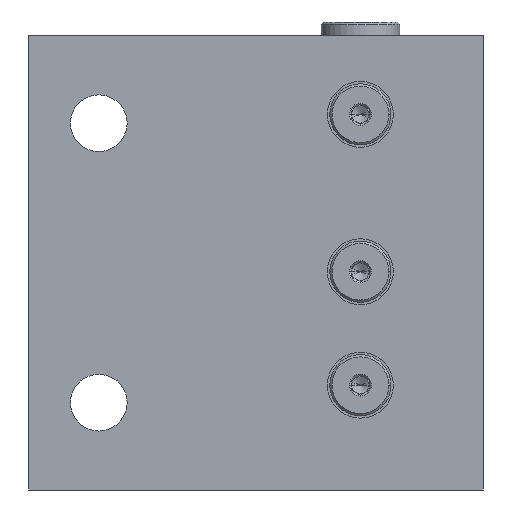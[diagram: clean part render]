
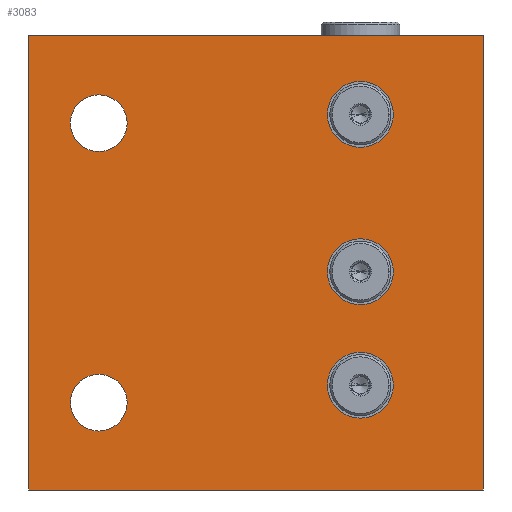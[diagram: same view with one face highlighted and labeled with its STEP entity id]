
A CAD part, front view. The second image highlights one B-rep face of the part: STEP entity #3083.
In plain terms, the highlighted planar face has unit normal (0, -1, 0).
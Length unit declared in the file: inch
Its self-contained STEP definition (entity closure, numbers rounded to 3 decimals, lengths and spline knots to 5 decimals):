
#5=DIRECTION('',(1.,0.,0.));
#6=VECTOR('',#5,3.25);
#7=CARTESIAN_POINT('',(0.,-1.5,0.));
#8=LINE('',#7,#6);
#65=DIRECTION('',(0.,0.,1.));
#66=VECTOR('',#65,3.25);
#67=CARTESIAN_POINT('',(3.25,-1.5,0.));
#68=LINE('',#67,#66);
#89=DIRECTION('',(0.,0.,1.));
#90=VECTOR('',#89,3.25);
#91=CARTESIAN_POINT('',(0.,-1.5,0.));
#92=LINE('',#91,#90);
#93=CARTESIAN_POINT('',(0.5,-1.5,0.625));
#94=DIRECTION('',(0.,1.,0.));
#95=DIRECTION('',(0.,0.,-1.));
#96=AXIS2_PLACEMENT_3D('',#93,#94,#95);
#98=CARTESIAN_POINT('',(0.5,-1.5,0.625));
#99=DIRECTION('',(0.,1.,0.));
#100=DIRECTION('',(0.,0.,1.));
#101=AXIS2_PLACEMENT_3D('',#98,#99,#100);
#103=CARTESIAN_POINT('',(0.5,-1.5,2.625));
#104=DIRECTION('',(0.,1.,0.));
#105=DIRECTION('',(0.,0.,-1.));
#106=AXIS2_PLACEMENT_3D('',#103,#104,#105);
#108=CARTESIAN_POINT('',(0.5,-1.5,2.625));
#109=DIRECTION('',(0.,1.,0.));
#110=DIRECTION('',(0.,0.,1.));
#111=AXIS2_PLACEMENT_3D('',#108,#109,#110);
#113=CARTESIAN_POINT('',(2.372,-1.5,0.75));
#114=DIRECTION('',(0.,1.,0.));
#115=DIRECTION('',(0.,0.,-1.));
#116=AXIS2_PLACEMENT_3D('',#113,#114,#115);
#118=CARTESIAN_POINT('',(2.372,-1.5,0.75));
#119=DIRECTION('',(0.,1.,0.));
#120=DIRECTION('',(0.,0.,1.));
#121=AXIS2_PLACEMENT_3D('',#118,#119,#120);
#123=CARTESIAN_POINT('',(2.372,-1.5,1.562));
#124=DIRECTION('',(0.,1.,0.));
#125=DIRECTION('',(0.,0.,-1.));
#126=AXIS2_PLACEMENT_3D('',#123,#124,#125);
#128=CARTESIAN_POINT('',(2.372,-1.5,1.562));
#129=DIRECTION('',(0.,1.,0.));
#130=DIRECTION('',(0.,0.,1.));
#131=AXIS2_PLACEMENT_3D('',#128,#129,#130);
#133=CARTESIAN_POINT('',(2.372,-1.5,2.688));
#134=DIRECTION('',(0.,1.,0.));
#135=DIRECTION('',(0.,0.,-1.));
#136=AXIS2_PLACEMENT_3D('',#133,#134,#135);
#138=CARTESIAN_POINT('',(2.372,-1.5,2.688));
#139=DIRECTION('',(0.,1.,0.));
#140=DIRECTION('',(0.,0.,1.));
#141=AXIS2_PLACEMENT_3D('',#138,#139,#140);
#155=DIRECTION('',(1.,0.,0.));
#156=VECTOR('',#155,3.25);
#157=CARTESIAN_POINT('',(0.,-1.5,3.25));
#158=LINE('',#157,#156);
#2573=CARTESIAN_POINT('',(0.,-1.5,0.));
#2575=VERTEX_POINT('',#2573);
#2576=CARTESIAN_POINT('',(3.25,-1.5,0.));
#2577=VERTEX_POINT('',#2576);
#2581=CARTESIAN_POINT('',(0.,-1.5,3.25));
#2583=VERTEX_POINT('',#2581);
#2584=CARTESIAN_POINT('',(3.25,-1.5,3.25));
#2585=VERTEX_POINT('',#2584);
#2708=CARTESIAN_POINT('',(0.5,-1.5,0.422));
#2709=CARTESIAN_POINT('',(0.5,-1.5,0.828));
#2710=VERTEX_POINT('',#2708);
#2711=VERTEX_POINT('',#2709);
#2716=CARTESIAN_POINT('',(0.5,-1.5,2.422));
#2717=CARTESIAN_POINT('',(0.5,-1.5,2.828));
#2718=VERTEX_POINT('',#2716);
#2719=VERTEX_POINT('',#2717);
#2744=CARTESIAN_POINT('',(2.372,-1.5,0.514));
#2745=CARTESIAN_POINT('',(2.372,-1.5,0.986));
#2746=VERTEX_POINT('',#2744);
#2747=VERTEX_POINT('',#2745);
#2786=CARTESIAN_POINT('',(2.372,-1.5,1.326));
#2787=CARTESIAN_POINT('',(2.372,-1.5,1.798));
#2788=VERTEX_POINT('',#2786);
#2789=VERTEX_POINT('',#2787);
#2816=CARTESIAN_POINT('',(2.372,-1.5,2.452));
#2817=CARTESIAN_POINT('',(2.372,-1.5,2.924));
#2818=VERTEX_POINT('',#2816);
#2819=VERTEX_POINT('',#2817);
#3041=CARTESIAN_POINT('',(0.,-1.5,0.));
#3042=DIRECTION('',(0.,-1.,0.));
#3043=DIRECTION('',(1.,0.,0.));
#3044=AXIS2_PLACEMENT_3D('',#3041,#3042,#3043);
#3045=PLANE('',#3044);
#3046=ORIENTED_EDGE('',*,*,#2953,.F.);
#3047=ORIENTED_EDGE('',*,*,#2978,.T.);
#3049=ORIENTED_EDGE('',*,*,#3048,.T.);
#3050=ORIENTED_EDGE('',*,*,#3021,.F.);
#3051=EDGE_LOOP('',(#3046,#3047,#3049,#3050));
#3052=FACE_OUTER_BOUND('',#3051,.F.);
#3054=ORIENTED_EDGE('',*,*,#3053,.F.);
#3056=ORIENTED_EDGE('',*,*,#3055,.F.);
#3057=EDGE_LOOP('',(#3054,#3056));
#3058=FACE_BOUND('',#3057,.F.);
#3060=ORIENTED_EDGE('',*,*,#3059,.F.);
#3062=ORIENTED_EDGE('',*,*,#3061,.F.);
#3063=EDGE_LOOP('',(#3060,#3062));
#3064=FACE_BOUND('',#3063,.F.);
#3066=ORIENTED_EDGE('',*,*,#3065,.F.);
#3068=ORIENTED_EDGE('',*,*,#3067,.F.);
#3069=EDGE_LOOP('',(#3066,#3068));
#3070=FACE_BOUND('',#3069,.F.);
#3072=ORIENTED_EDGE('',*,*,#3071,.F.);
#3074=ORIENTED_EDGE('',*,*,#3073,.F.);
#3075=EDGE_LOOP('',(#3072,#3074));
#3076=FACE_BOUND('',#3075,.F.);
#3078=ORIENTED_EDGE('',*,*,#3077,.F.);
#3080=ORIENTED_EDGE('',*,*,#3079,.F.);
#3081=EDGE_LOOP('',(#3078,#3080));
#3082=FACE_BOUND('',#3081,.F.);
#3083=ADVANCED_FACE('',(#3052,#3058,#3064,#3070,#3076,#3082),#3045,.T.);
#97=CIRCLE('',#96,0.203);
#102=CIRCLE('',#101,0.203);
#107=CIRCLE('',#106,0.203);
#112=CIRCLE('',#111,0.203);
#117=CIRCLE('',#116,0.236);
#122=CIRCLE('',#121,0.236);
#127=CIRCLE('',#126,0.236);
#132=CIRCLE('',#131,0.236);
#137=CIRCLE('',#136,0.236);
#142=CIRCLE('',#141,0.236);
#2953=EDGE_CURVE('',#2575,#2577,#8,.T.);
#2978=EDGE_CURVE('',#2575,#2583,#92,.T.);
#3021=EDGE_CURVE('',#2577,#2585,#68,.T.);
#3048=EDGE_CURVE('',#2583,#2585,#158,.T.);
#3053=EDGE_CURVE('',#2710,#2711,#97,.T.);
#3055=EDGE_CURVE('',#2711,#2710,#102,.T.);
#3059=EDGE_CURVE('',#2718,#2719,#107,.T.);
#3061=EDGE_CURVE('',#2719,#2718,#112,.T.);
#3065=EDGE_CURVE('',#2746,#2747,#117,.T.);
#3067=EDGE_CURVE('',#2747,#2746,#122,.T.);
#3071=EDGE_CURVE('',#2788,#2789,#127,.T.);
#3073=EDGE_CURVE('',#2789,#2788,#132,.T.);
#3077=EDGE_CURVE('',#2818,#2819,#137,.T.);
#3079=EDGE_CURVE('',#2819,#2818,#142,.T.);
